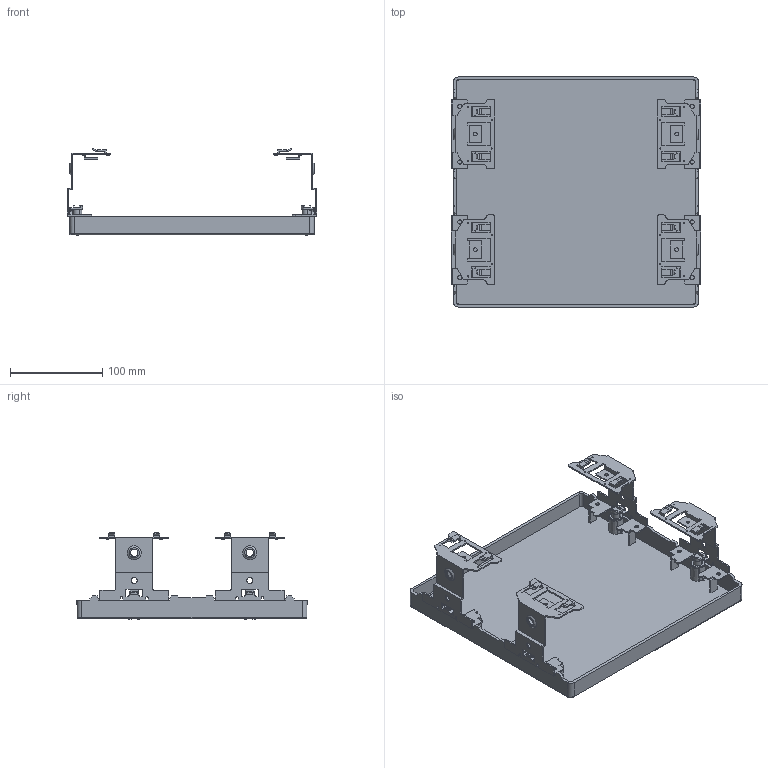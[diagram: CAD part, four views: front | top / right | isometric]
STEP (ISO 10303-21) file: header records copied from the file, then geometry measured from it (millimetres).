
FILE_DESCRIPTION((''),'2;1');
FILE_NAME('GW46475F_ASM','2021-04-09T11:05:01',('User'),('Axiro Italia'),'CREO PARAMETRIC BY PTC INC, 2020354','CREO PARAMETRIC BY PTC INC, 2020354','');
FILE_SCHEMA(('CONFIG_CONTROL_DESIGN'));
Length unit declared in the file: millimetre
Products named in the file (4): 55710990F2XX_MOSTRINA_CIECA_DOP; PARTBODY_2-52983; 55718969DXXX_STAFFA_SUPP__LG_68_ASM; GW46475F_ASM
Assembly tree (6 placements, depth 3):
  GW46475F_ASM
    55710990F2XX_MOSTRINA_CIECA_DOP
    55718969DXXX_STAFFA_SUPP__LG_68_ASM
      PARTBODY_2-52983  x4
Bounding box: 269.99 x 249 x 93.37 mm (x, y, z)
Volume: 305915.7 mm3; surface area: 236549.4 mm2
Topology: 5 solids, 5 shells, 1106 faces, 2980 edges, 1956 vertices
Faces by surface type: plane 694, cylinder 340, cone 36, bspline 36
Entity records: 20503 total; most frequent: CARTESIAN_POINT 5377, ORIENTED_EDGE 3248, DIRECTION 2920, EDGE_CURVE 1624, VECTOR 1112, LINE 1112, VERTEX_POINT 1068, AXIS2_PLACEMENT_3D 904
